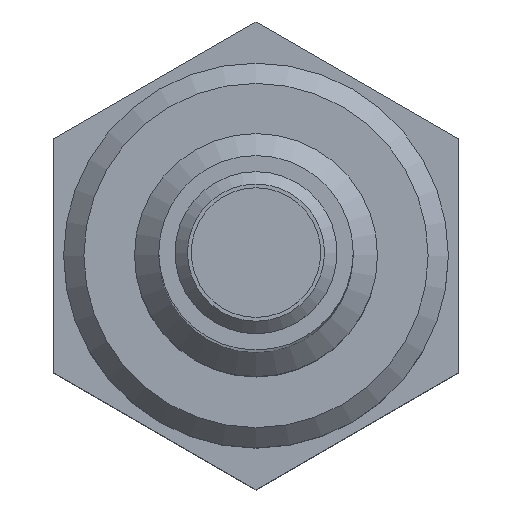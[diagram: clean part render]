
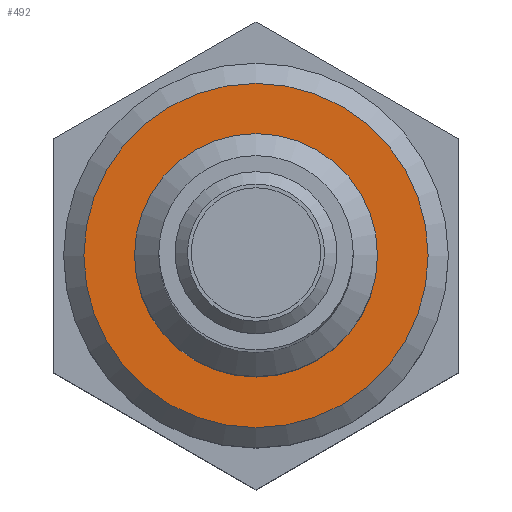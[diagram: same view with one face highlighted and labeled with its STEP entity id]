
A CAD part, top view. The second image highlights one B-rep face of the part: STEP entity #492.
In plain terms, the highlighted planar face has unit normal (0, 0, 1).
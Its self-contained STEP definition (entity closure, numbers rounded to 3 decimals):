
#98=PLANE('',#544);
#121=CIRCLE('',#545,4.25);
#122=CIRCLE('',#546,3.);
#143=ORIENTED_EDGE('',*,*,#259,.F.);
#144=ORIENTED_EDGE('',*,*,#260,.T.);
#259=EDGE_CURVE('',#317,#317,#121,.T.);
#260=EDGE_CURVE('',#318,#318,#122,.T.);
#317=VERTEX_POINT('',#764);
#318=VERTEX_POINT('',#766);
#364=EDGE_LOOP('',(#143));
#365=EDGE_LOOP('',(#144));
#424=FACE_BOUND('',#364,.T.);
#425=FACE_BOUND('',#365,.T.);
#492=ADVANCED_FACE('',(#424,#425),#98,.F.);
#544=AXIS2_PLACEMENT_3D('',#762,#608,#609);
#545=AXIS2_PLACEMENT_3D('',#763,#610,#611);
#546=AXIS2_PLACEMENT_3D('',#765,#612,#613);
#608=DIRECTION('',(0.,0.,-1.));
#609=DIRECTION('',(-1.,0.,0.));
#610=DIRECTION('',(0.,0.,-1.));
#611=DIRECTION('',(-1.,0.,0.));
#612=DIRECTION('',(0.,0.,-1.));
#613=DIRECTION('',(-1.,0.,0.));
#762=CARTESIAN_POINT('',(0.,0.,-41.5));
#763=CARTESIAN_POINT('',(0.,0.,-41.5));
#764=CARTESIAN_POINT('',(-4.25,0.,-41.5));
#765=CARTESIAN_POINT('',(0.,0.,-41.5));
#766=CARTESIAN_POINT('',(-3.,0.,-41.5));
